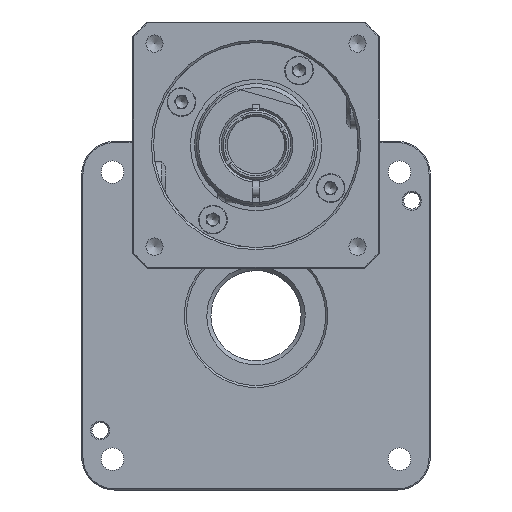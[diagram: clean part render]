
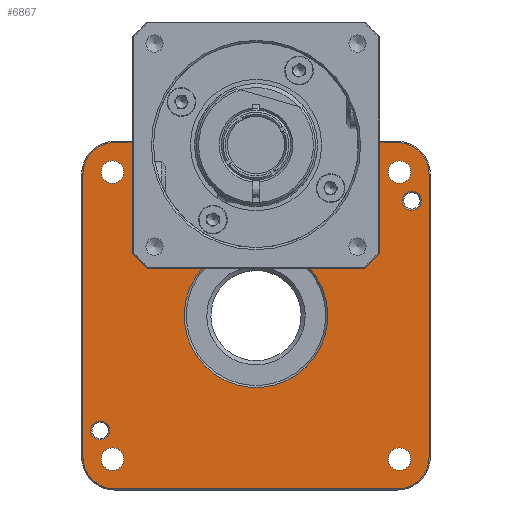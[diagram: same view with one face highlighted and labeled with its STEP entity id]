
A CAD part, front view. The second image highlights one B-rep face of the part: STEP entity #6867.
In plain terms, the highlighted planar face has unit normal (0, -1, 0).
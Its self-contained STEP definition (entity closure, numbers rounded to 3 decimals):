
#2383=CARTESIAN_POINT('',(-38.0,0.,-25.7));
#2384=VERTEX_POINT('',#2383);
#2385=CARTESIAN_POINT('',(-38.0,0.,-28.));
#2386=DIRECTION('',(0.0,1.0,0.0));
#2387=DIRECTION('',(0.0,0.0,1.0));
#2388=AXIS2_PLACEMENT_3D('',#2385,#2386,#2387);
#2389=CIRCLE('',#2388,2.3);
#2390=EDGE_CURVE('',#2384,#2384,#2389,.T.);
#2439=CARTESIAN_POINT('',(38.0,0.,30.3));
#2440=VERTEX_POINT('',#2439);
#2441=CARTESIAN_POINT('',(38.0,0.,28.));
#2442=DIRECTION('',(0.0,1.0,0.0));
#2443=DIRECTION('',(0.0,0.0,1.0));
#2444=AXIS2_PLACEMENT_3D('',#2441,#2442,#2443);
#2445=CIRCLE('',#2444,2.3);
#2446=EDGE_CURVE('',#2440,#2440,#2445,.T.);
#2540=CARTESIAN_POINT('',(35.0,0.,-37.75));
#2541=VERTEX_POINT('',#2540);
#2542=CARTESIAN_POINT('',(35.0,0.,-35.0));
#2543=DIRECTION('',(0.0,-1.0,0.0));
#2544=DIRECTION('',(0.0,0.0,1.0));
#2545=AXIS2_PLACEMENT_3D('',#2542,#2543,#2544);
#2546=CIRCLE('',#2545,2.75);
#2547=EDGE_CURVE('',#2541,#2541,#2546,.T.);
#2568=CARTESIAN_POINT('',(-35.0,0.,-37.75));
#2569=VERTEX_POINT('',#2568);
#2570=CARTESIAN_POINT('',(-35.0,0.,-35.0));
#2571=DIRECTION('',(0.0,-1.0,0.0));
#2572=DIRECTION('',(0.0,0.0,1.0));
#2573=AXIS2_PLACEMENT_3D('',#2570,#2571,#2572);
#2574=CIRCLE('',#2573,2.75);
#2575=EDGE_CURVE('',#2569,#2569,#2574,.T.);
#2596=CARTESIAN_POINT('',(35.0,0.,32.25));
#2597=VERTEX_POINT('',#2596);
#2598=CARTESIAN_POINT('',(35.0,0.,35.0));
#2599=DIRECTION('',(0.0,-1.0,0.0));
#2600=DIRECTION('',(0.0,0.0,1.0));
#2601=AXIS2_PLACEMENT_3D('',#2598,#2599,#2600);
#2602=CIRCLE('',#2601,2.75);
#2603=EDGE_CURVE('',#2597,#2597,#2602,.T.);
#2624=CARTESIAN_POINT('',(-35.0,0.,32.25));
#2625=VERTEX_POINT('',#2624);
#2626=CARTESIAN_POINT('',(-35.0,0.,35.0));
#2627=DIRECTION('',(0.0,-1.0,0.0));
#2628=DIRECTION('',(0.0,0.0,1.0));
#2629=AXIS2_PLACEMENT_3D('',#2626,#2627,#2628);
#2630=CIRCLE('',#2629,2.75);
#2631=EDGE_CURVE('',#2625,#2625,#2630,.T.);
#3784=CARTESIAN_POINT('',(-5.34,0.,16.665));
#3785=VERTEX_POINT('',#3784);
#3786=CARTESIAN_POINT('',(5.34,0.,16.665));
#3787=VERTEX_POINT('',#3786);
#3788=CARTESIAN_POINT('',(0.,0.0,41.6));
#3789=DIRECTION('',(0.0,1.0,0.0));
#3790=DIRECTION('',(0.,0.0,-1.));
#3791=AXIS2_PLACEMENT_3D('',#3788,#3789,#3790);
#3792=CIRCLE('',#3791,25.5);
#3793=EDGE_CURVE('',#3785,#3787,#3792,.T.);
#6729=CARTESIAN_POINT('',(0.0,0.0,0.0));
#6730=DIRECTION('',(0.0,-1.0,0.0));
#6731=DIRECTION('',(0.0,0.0,-1.0));
#6732=AXIS2_PLACEMENT_3D('',#6729,#6730,#6731);
#6733=PLANE('',#6732);
#6734=CARTESIAN_POINT('',(42.2,0.,34.5));
#6735=VERTEX_POINT('',#6734);
#6736=CARTESIAN_POINT('',(34.5,0.,42.2));
#6737=VERTEX_POINT('',#6736);
#6738=CARTESIAN_POINT('',(34.5,0.,34.5));
#6739=DIRECTION('',(0.0,-1.0,0.0));
#6740=DIRECTION('',(0.0,0.0,1.0));
#6741=AXIS2_PLACEMENT_3D('',#6738,#6739,#6740);
#6742=CIRCLE('',#6741,7.7);
#6743=EDGE_CURVE('',#6735,#6737,#6742,.T.);
#6744=ORIENTED_EDGE('',*,*,#6743,.T.);
#6745=CARTESIAN_POINT('',(31.247,0.,42.2));
#6746=VERTEX_POINT('',#6745);
#6747=CARTESIAN_POINT('',(34.5,0.,42.2));
#6748=DIRECTION('',(-1.0,0.0,0.0));
#6749=VECTOR('',#6748,3.253);
#6750=LINE('',#6747,#6749);
#6751=EDGE_CURVE('',#6737,#6746,#6750,.T.);
#6752=ORIENTED_EDGE('',*,*,#6751,.T.);
#6753=CARTESIAN_POINT('',(25.095,0.,47.142));
#6754=VERTEX_POINT('',#6753);
#6755=CARTESIAN_POINT('',(31.247,0.,48.5));
#6756=DIRECTION('',(0.0,1.0,0.0));
#6757=DIRECTION('',(0.0,0.0,1.0));
#6758=AXIS2_PLACEMENT_3D('',#6755,#6756,#6757);
#6759=CIRCLE('',#6758,6.3);
#6760=EDGE_CURVE('',#6746,#6754,#6759,.T.);
#6761=ORIENTED_EDGE('',*,*,#6760,.T.);
#6762=CARTESIAN_POINT('',(-25.095,0.,47.142));
#6763=VERTEX_POINT('',#6762);
#6764=CARTESIAN_POINT('',(0.0,0.0,41.6));
#6765=DIRECTION('',(0.0,-1.0,0.0));
#6766=DIRECTION('',(0.0,0.0,1.0));
#6767=AXIS2_PLACEMENT_3D('',#6764,#6765,#6766);
#6768=CIRCLE('',#6767,25.7);
#6769=EDGE_CURVE('',#6754,#6763,#6768,.T.);
#6770=ORIENTED_EDGE('',*,*,#6769,.T.);
#6771=CARTESIAN_POINT('',(-31.247,0.,42.2));
#6772=VERTEX_POINT('',#6771);
#6773=CARTESIAN_POINT('',(-31.247,0.,48.5));
#6774=DIRECTION('',(0.0,1.0,0.0));
#6775=DIRECTION('',(0.0,0.0,1.0));
#6776=AXIS2_PLACEMENT_3D('',#6773,#6774,#6775);
#6777=CIRCLE('',#6776,6.3);
#6778=EDGE_CURVE('',#6763,#6772,#6777,.T.);
#6779=ORIENTED_EDGE('',*,*,#6778,.T.);
#6780=CARTESIAN_POINT('',(-34.5,0.,42.2));
#6781=VERTEX_POINT('',#6780);
#6782=CARTESIAN_POINT('',(-31.247,0.,42.2));
#6783=DIRECTION('',(-1.0,0.0,0.0));
#6784=VECTOR('',#6783,3.253);
#6785=LINE('',#6782,#6784);
#6786=EDGE_CURVE('',#6772,#6781,#6785,.T.);
#6787=ORIENTED_EDGE('',*,*,#6786,.T.);
#6788=CARTESIAN_POINT('',(-42.2,0.,34.5));
#6789=VERTEX_POINT('',#6788);
#6790=CARTESIAN_POINT('',(-34.5,0.,34.5));
#6791=DIRECTION('',(0.0,-1.0,0.0));
#6792=DIRECTION('',(0.0,0.0,1.0));
#6793=AXIS2_PLACEMENT_3D('',#6790,#6791,#6792);
#6794=CIRCLE('',#6793,7.7);
#6795=EDGE_CURVE('',#6781,#6789,#6794,.T.);
#6796=ORIENTED_EDGE('',*,*,#6795,.T.);
#6797=CARTESIAN_POINT('',(-42.2,0.,-34.5));
#6798=VERTEX_POINT('',#6797);
#6799=CARTESIAN_POINT('',(-42.2,0.,34.5));
#6800=DIRECTION('',(0.0,0.0,-1.0));
#6801=VECTOR('',#6800,69.0);
#6802=LINE('',#6799,#6801);
#6803=EDGE_CURVE('',#6789,#6798,#6802,.T.);
#6804=ORIENTED_EDGE('',*,*,#6803,.T.);
#6805=CARTESIAN_POINT('',(-34.5,0.,-42.2));
#6806=VERTEX_POINT('',#6805);
#6807=CARTESIAN_POINT('',(-34.5,0.,-34.5));
#6808=DIRECTION('',(0.0,-1.0,0.0));
#6809=DIRECTION('',(0.0,0.0,1.0));
#6810=AXIS2_PLACEMENT_3D('',#6807,#6808,#6809);
#6811=CIRCLE('',#6810,7.7);
#6812=EDGE_CURVE('',#6798,#6806,#6811,.T.);
#6813=ORIENTED_EDGE('',*,*,#6812,.T.);
#6814=CARTESIAN_POINT('',(34.5,0.,-42.2));
#6815=VERTEX_POINT('',#6814);
#6816=CARTESIAN_POINT('',(-34.5,0.,-42.2));
#6817=DIRECTION('',(1.0,0.0,0.0));
#6818=VECTOR('',#6817,69.0);
#6819=LINE('',#6816,#6818);
#6820=EDGE_CURVE('',#6806,#6815,#6819,.T.);
#6821=ORIENTED_EDGE('',*,*,#6820,.T.);
#6822=CARTESIAN_POINT('',(42.2,0.,-34.5));
#6823=VERTEX_POINT('',#6822);
#6824=CARTESIAN_POINT('',(34.5,0.,-34.5));
#6825=DIRECTION('',(0.0,-1.0,0.0));
#6826=DIRECTION('',(0.0,0.0,1.0));
#6827=AXIS2_PLACEMENT_3D('',#6824,#6825,#6826);
#6828=CIRCLE('',#6827,7.7);
#6829=EDGE_CURVE('',#6815,#6823,#6828,.T.);
#6830=ORIENTED_EDGE('',*,*,#6829,.T.);
#6831=CARTESIAN_POINT('',(42.2,0.,-34.5));
#6832=DIRECTION('',(0.0,0.0,1.0));
#6833=VECTOR('',#6832,69.0);
#6834=LINE('',#6831,#6833);
#6835=EDGE_CURVE('',#6823,#6735,#6834,.T.);
#6836=ORIENTED_EDGE('',*,*,#6835,.T.);
#6837=EDGE_LOOP('',(#6744,#6752,#6761,#6770,#6779,#6787,#6796,#6804,#6813,#6821,#6830,#6836));
#6838=FACE_OUTER_BOUND('',#6837,.T.);
#6839=ORIENTED_EDGE('',*,*,#2446,.T.);
#6840=EDGE_LOOP('',(#6839));
#6841=FACE_BOUND('',#6840,.T.);
#6842=ORIENTED_EDGE('',*,*,#2390,.T.);
#6843=EDGE_LOOP('',(#6842));
#6844=FACE_BOUND('',#6843,.T.);
#6845=ORIENTED_EDGE('',*,*,#2575,.F.);
#6846=EDGE_LOOP('',(#6845));
#6847=FACE_BOUND('',#6846,.T.);
#6848=ORIENTED_EDGE('',*,*,#2547,.F.);
#6849=EDGE_LOOP('',(#6848));
#6850=FACE_BOUND('',#6849,.T.);
#6851=ORIENTED_EDGE('',*,*,#2603,.F.);
#6852=EDGE_LOOP('',(#6851));
#6853=FACE_BOUND('',#6852,.T.);
#6854=ORIENTED_EDGE('',*,*,#2631,.F.);
#6855=EDGE_LOOP('',(#6854));
#6856=FACE_BOUND('',#6855,.T.);
#6857=CARTESIAN_POINT('',(0.0,0.0,0.0));
#6858=DIRECTION('',(0.0,1.0,0.0));
#6859=DIRECTION('',(0.0,0.0,1.0));
#6860=AXIS2_PLACEMENT_3D('',#6857,#6858,#6859);
#6861=CIRCLE('',#6860,17.5);
#6862=EDGE_CURVE('',#3787,#3785,#6861,.T.);
#6863=ORIENTED_EDGE('',*,*,#6862,.T.);
#6864=ORIENTED_EDGE('',*,*,#3793,.T.);
#6865=EDGE_LOOP('',(#6863,#6864));
#6866=FACE_BOUND('',#6865,.T.);
#6867=ADVANCED_FACE('',(#6838,#6841,#6844,#6847,#6850,#6853,#6856,#6866),#6733,.T.);
